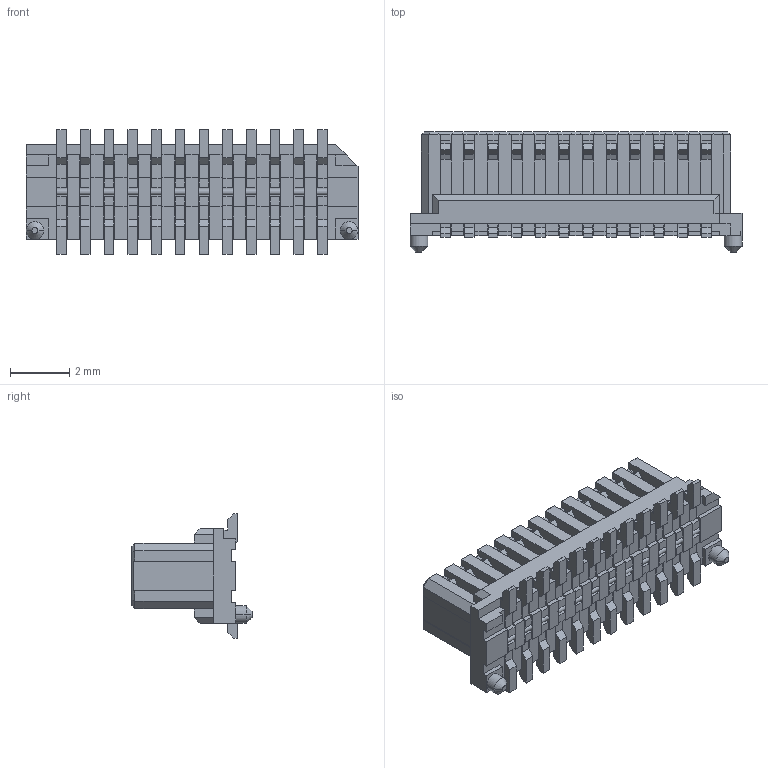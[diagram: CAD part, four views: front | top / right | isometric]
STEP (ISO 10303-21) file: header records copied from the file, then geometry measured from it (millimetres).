
FILE_DESCRIPTION((''),'2;1');
FILE_NAME('524652470','2014-06-05T',('me'),(''),'PRO/ENGINEER BY PARAMETRIC TECHNOLOGY CORPORATION, 2011490','PRO/ENGINEER BY PARAMETRIC TECHNOLOGY CORPORATION, 2011490','');
FILE_SCHEMA(('CONFIG_CONTROL_DESIGN'));
Length unit declared in the file: millimetre
Products named in the file (1): 524652470
Bounding box: 11.2 x 4.05 x 4.2 mm (x, y, z)
Volume: 85.8 mm3; surface area: 272.3 mm2
Topology: 1 solids, 1 shells, 919 faces, 2563 edges, 1696 vertices
Faces by surface type: plane 899, cylinder 16, cone 4
Entity records: 28616 total; most frequent: CARTESIAN_POINT 5075, ORIENTED_EDGE 4922, DIRECTION 4469, VECTOR 2497, LINE 2497, EDGE_CURVE 2461, VERTEX_POINT 1592, AXIS2_PLACEMENT_3D 986
